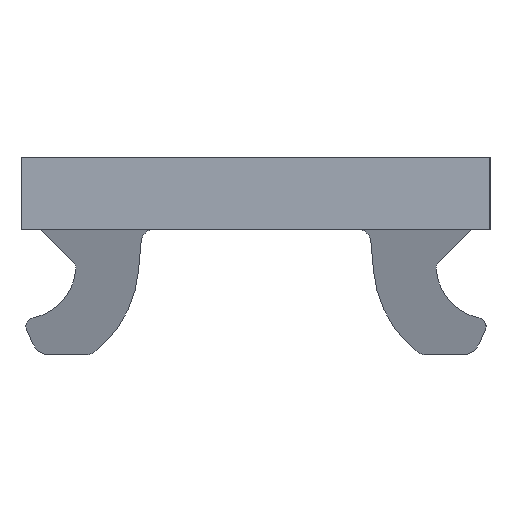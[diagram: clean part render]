
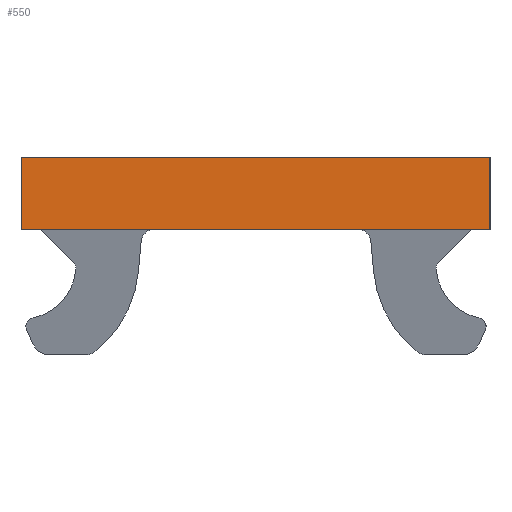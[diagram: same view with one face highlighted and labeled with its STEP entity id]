
A CAD part, left-side view. The second image highlights one B-rep face of the part: STEP entity #550.
In plain terms, the highlighted planar face has unit normal (-1, 0, 0).
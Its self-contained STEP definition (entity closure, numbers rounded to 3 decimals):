
#550=ADVANCED_FACE('',(#951),#820,.T.);
#820=PLANE('',#5103);
#951=FACE_OUTER_BOUND('',#1246,.T.);
#1246=EDGE_LOOP('',(#1733,#1734,#1735,#1736));
#1733=ORIENTED_EDGE('',*,*,#3549,.T.);
#1734=ORIENTED_EDGE('',*,*,#3547,.T.);
#1735=ORIENTED_EDGE('',*,*,#3552,.F.);
#1736=ORIENTED_EDGE('',*,*,#3553,.T.);
#3043=VERTEX_POINT('',#7399);
#3044=VERTEX_POINT('',#7401);
#3045=VERTEX_POINT('',#7405);
#3047=VERTEX_POINT('',#7411);
#3547=EDGE_CURVE('',#3044,#3043,#4248,.T.);
#3549=EDGE_CURVE('',#3045,#3044,#4250,.T.);
#3552=EDGE_CURVE('',#3047,#3043,#4253,.T.);
#3553=EDGE_CURVE('',#3047,#3045,#4254,.T.);
#4248=LINE('',#7400,#4724);
#4250=LINE('',#7404,#4726);
#4253=LINE('',#7410,#4729);
#4254=LINE('',#7412,#4730);
#4724=VECTOR('',#5821,1.);
#4726=VECTOR('',#5825,1.);
#4729=VECTOR('',#5830,1.);
#4730=VECTOR('',#5831,1.);
#5103=AXIS2_PLACEMENT_3D('',#7413,#5832,#5833);
#5821=DIRECTION('',(0.,1.,0.));
#5825=DIRECTION('',(0.,0.,1.));
#5830=DIRECTION('',(0.,0.,1.));
#5831=DIRECTION('',(0.,-1.,0.));
#5832=DIRECTION('',(-1.,0.,0.));
#5833=DIRECTION('',(0.,0.,1.));
#7399=CARTESIAN_POINT('',(0.,0.,0.));
#7400=CARTESIAN_POINT('',(0.,-2.6,0.));
#7401=CARTESIAN_POINT('',(0.,-5.2,0.));
#7404=CARTESIAN_POINT('',(0.,-5.2,-0.8));
#7405=CARTESIAN_POINT('',(0.,-5.2,-0.8));
#7410=CARTESIAN_POINT('',(0.,0.,-0.8));
#7411=CARTESIAN_POINT('',(0.,0.,-0.8));
#7412=CARTESIAN_POINT('',(0.,-2.6,-0.8));
#7413=CARTESIAN_POINT('',(0.,-2.6,-0.8));
